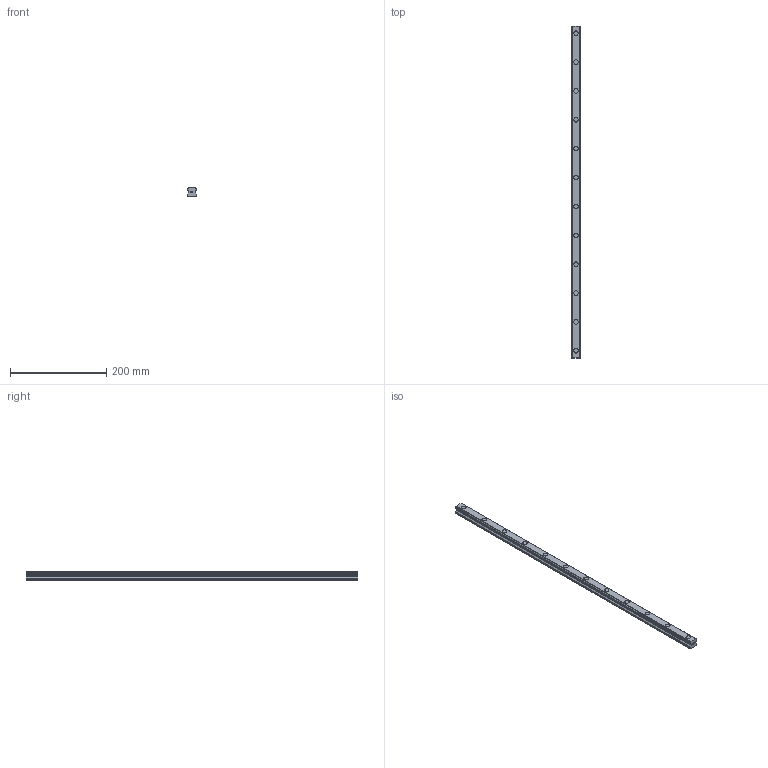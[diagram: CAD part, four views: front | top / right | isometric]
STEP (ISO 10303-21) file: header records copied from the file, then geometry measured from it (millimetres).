
FILE_DESCRIPTION(('STEP AP214'),'1');
FILE_NAME('cctmp_6B0B0B7A-A23C-4B53-B499-D2B8CADE2178_2020_5_18_13_43_38_794..stp','2020-05-18T11:43:38',('HIWIN GmbH'),('CADClick - www.CADClick.com'),'Spatial InterOp 3D',' ','unknown authorization');
FILE_SCHEMA(('AUTOMOTIVE_DESIGN'));
Length unit declared in the file: millimetre
Products named in the file (1): HGR20R690H_FILE
Bounding box: 20 x 690 x 17.5 mm (x, y, z)
Volume: 196867.2 mm3; surface area: 59211.3 mm2
Topology: 1 solids, 1 shells, 215 faces, 519 edges, 346 vertices
Faces by surface type: plane 121, cylinder 94
Entity records: 8065 total; most frequent: DIRECTION 1139, CARTESIAN_POINT 1081, ORIENTED_EDGE 1038, EDGE_CURVE 519, AXIS2_PLACEMENT_3D 404, VERTEX_POINT 346, LINE 331, VECTOR 331
